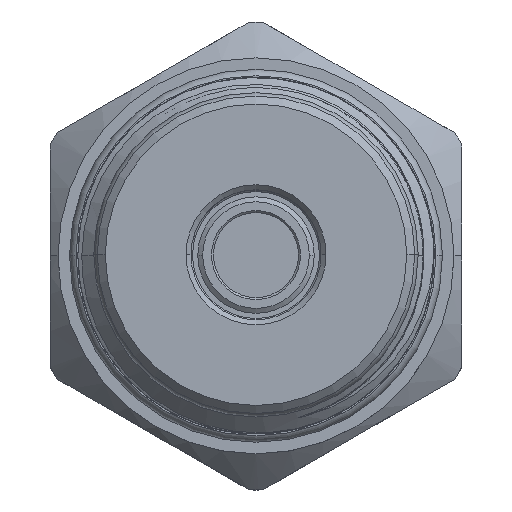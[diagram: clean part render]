
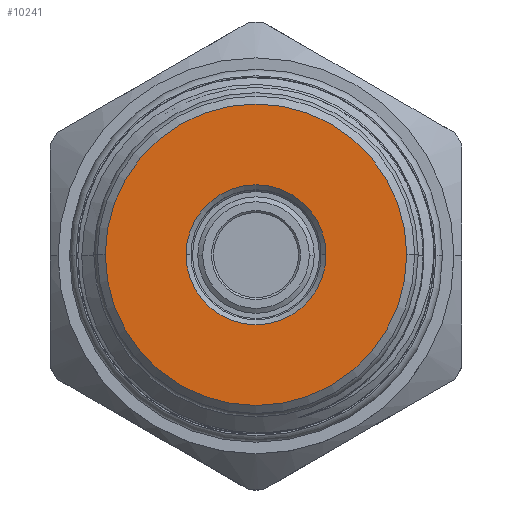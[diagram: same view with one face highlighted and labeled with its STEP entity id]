
A CAD part, top view. The second image highlights one B-rep face of the part: STEP entity #10241.
In plain terms, the highlighted planar face has unit normal (0, 0, 1).
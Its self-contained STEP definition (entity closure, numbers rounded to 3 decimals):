
#201 = DIRECTION ( 'NONE',  ( -1., 0., 0. ) ) ;
#267 = ORIENTED_EDGE ( 'NONE', *, *, #6863, .T. ) ;
#628 = VERTEX_POINT ( 'NONE', #13746 ) ;
#991 = CARTESIAN_POINT ( 'NONE',  ( 15.075, 0., 0. ) ) ;
#1232 = CARTESIAN_POINT ( 'NONE',  ( 0., 0., 0. ) ) ;
#1548 = ORIENTED_EDGE ( 'NONE', *, *, #12952, .T. ) ;
#1803 = ORIENTED_EDGE ( 'NONE', *, *, #13452, .T. ) ;
#2412 = DIRECTION ( 'NONE',  ( 0., 0., 1. ) ) ;
#2471 = CIRCLE ( 'NONE', #11062, 7. ) ;
#2823 = AXIS2_PLACEMENT_3D ( 'NONE', #14095, #7210, #201 ) ;
#3034 = CIRCLE ( 'NONE', #12998, 15.075 ) ;
#3160 = EDGE_LOOP ( 'NONE', ( #1548, #267 ) ) ;
#3439 = DIRECTION ( 'NONE',  ( -1., 0., 0. ) ) ;
#4078 = DIRECTION ( 'NONE',  ( 0., 0., 1. ) ) ;
#5387 = DIRECTION ( 'NONE',  ( -1., 0., 0. ) ) ;
#5615 = FACE_OUTER_BOUND ( 'NONE', #6104, .T. ) ;
#5709 = CARTESIAN_POINT ( 'NONE',  ( 0., 0., 0. ) ) ;
#5955 = DIRECTION ( 'NONE',  ( -1., 0., 0. ) ) ;
#6104 = EDGE_LOOP ( 'NONE', ( #1803, #8245 ) ) ;
#6576 = AXIS2_PLACEMENT_3D ( 'NONE', #5709, #6948, #3439 ) ;
#6810 = VERTEX_POINT ( 'NONE', #991 ) ;
#6863 = EDGE_CURVE ( 'NONE', #10242, #11347, #11155, .T. ) ;
#6948 = DIRECTION ( 'NONE',  ( 0., 0., -1. ) ) ;
#7210 = DIRECTION ( 'NONE',  ( 0., 0., -1. ) ) ;
#7753 = CARTESIAN_POINT ( 'NONE',  ( 0., 0., 0. ) ) ;
#8245 = ORIENTED_EDGE ( 'NONE', *, *, #9276, .T. ) ;
#9276 = EDGE_CURVE ( 'NONE', #6810, #628, #10017, .T. ) ;
#9642 = AXIS2_PLACEMENT_3D ( 'NONE', #1232, #2412, #5955 ) ;
#9786 = CARTESIAN_POINT ( 'NONE',  ( 7., 0., 0. ) ) ;
#10017 = CIRCLE ( 'NONE', #9642, 15.075 ) ;
#10241 = ADVANCED_FACE ( 'NONE', ( #11087, #5615 ), #13836, .F. ) ;
#10242 = VERTEX_POINT ( 'NONE', #12610 ) ;
#11032 = CARTESIAN_POINT ( 'NONE',  ( 0., 0., 0. ) ) ;
#11062 = AXIS2_PLACEMENT_3D ( 'NONE', #7753, #11295, #5387 ) ;
#11087 = FACE_BOUND ( 'NONE', #3160, .T. ) ;
#11155 = CIRCLE ( 'NONE', #2823, 7. ) ;
#11295 = DIRECTION ( 'NONE',  ( 0., 0., -1. ) ) ;
#11347 = VERTEX_POINT ( 'NONE', #9786 ) ;
#12185 = DIRECTION ( 'NONE',  ( -1., 0., 0. ) ) ;
#12610 = CARTESIAN_POINT ( 'NONE',  ( -7., 0., 0. ) ) ;
#12952 = EDGE_CURVE ( 'NONE', #11347, #10242, #2471, .T. ) ;
#12998 = AXIS2_PLACEMENT_3D ( 'NONE', #11032, #4078, #12185 ) ;
#13452 = EDGE_CURVE ( 'NONE', #628, #6810, #3034, .T. ) ;
#13746 = CARTESIAN_POINT ( 'NONE',  ( -15.075, 0., 0. ) ) ;
#13836 = PLANE ( 'NONE',  #6576 ) ;
#14095 = CARTESIAN_POINT ( 'NONE',  ( 0., 0., 0. ) ) ;
